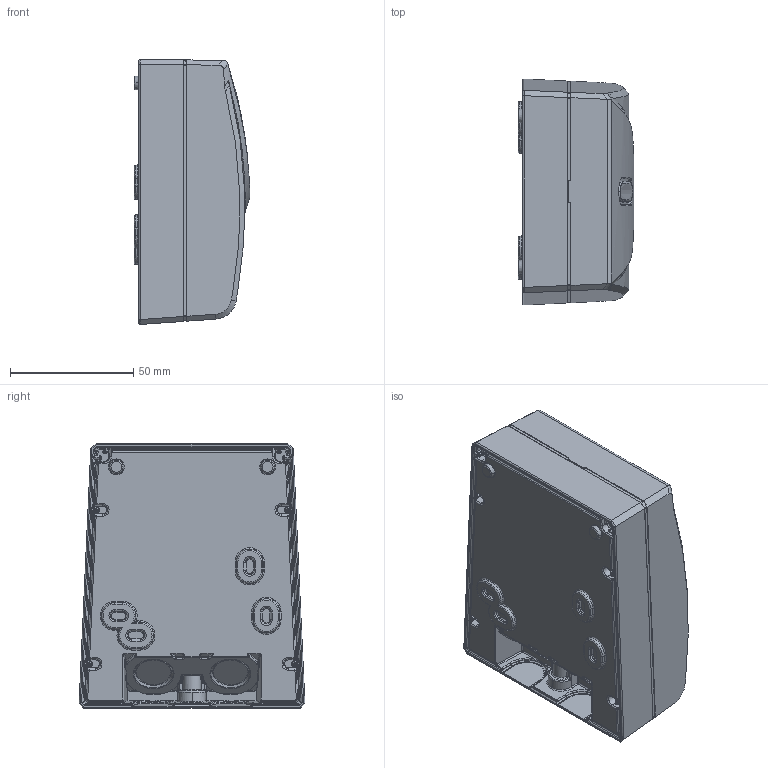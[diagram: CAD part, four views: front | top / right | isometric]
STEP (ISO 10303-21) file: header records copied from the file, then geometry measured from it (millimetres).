
FILE_DESCRIPTION((''),'2;1');
FILE_NAME('');
FILE_SCHEMA(('CONFIG_CONTROL_DESIGN'));
Products named in the file (1): ED10025471
Bounding box: 47.05 x 91.63 x 107.46 mm (x, y, z)
Volume: 361789.4 mm3; surface area: 36389.5 mm2
Topology: 3 solids, 3 shells, 1109 faces, 2646 edges, 1455 vertices
Faces by surface type: cylinder 407, plane 227, bspline 188, torus 163, sphere 106, cone 16, revolution 2
Entity records: 44272 total; most frequent: CARTESIAN_POINT 22556, ORIENTED_EDGE 5076, DIRECTION 3264, EDGE_CURVE 2528, AXIS2_PLACEMENT_3D 1619, VERTEX_POINT 1445, EDGE_LOOP 1129, ADVANCED_FACE 1109
